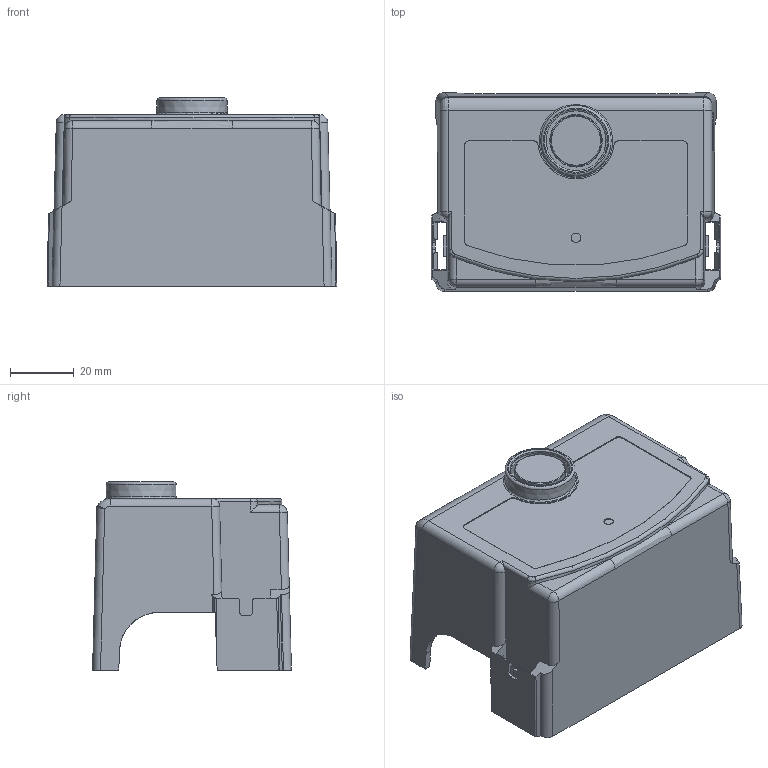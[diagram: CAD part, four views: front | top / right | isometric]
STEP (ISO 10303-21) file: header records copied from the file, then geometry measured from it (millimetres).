
FILE_DESCRIPTION(/* description */ (''),/* implementation_level */ '2;1');
FILE_NAME(/* name */ 'LME39.stp',/* time_stamp */ '2010-02-09T12:10:18+01:00',/* author */ (''),/* organization */ (''),/* preprocessor_version */ 'ST-DEVELOPER v11',/* originating_system */ 'SIEMENS UGS NX 6.0',/* authorisation */ '');
FILE_SCHEMA (('AUTOMOTIVE_DESIGN { 1 0 10303 214 1 1 1 1 }'));
Length unit declared in the file: millimetre
Products named in the file (1): roggF4F9kips
Bounding box: 91 x 62.5 x 59.1 mm (x, y, z)
Volume: 178435.1 mm3; surface area: 32090.7 mm2
Topology: 1 solids, 3 shells, 637 faces, 1712 edges, 1097 vertices
Faces by surface type: plane 474, cylinder 113, cone 21, bspline 18, torus 7, sphere 4
Full cylindrical faces by diameter (mm): 1.5 x3, 3 x1, 15.9 x1, 16.5 x1, 18.8 x2
Entity records: 19906 total; most frequent: CARTESIAN_POINT 4071, ORIENTED_EDGE 3332, DIRECTION 3121, EDGE_CURVE 1666, LINE 1345, VECTOR 1345, VERTEX_POINT 1089, AXIS2_PLACEMENT_3D 888
